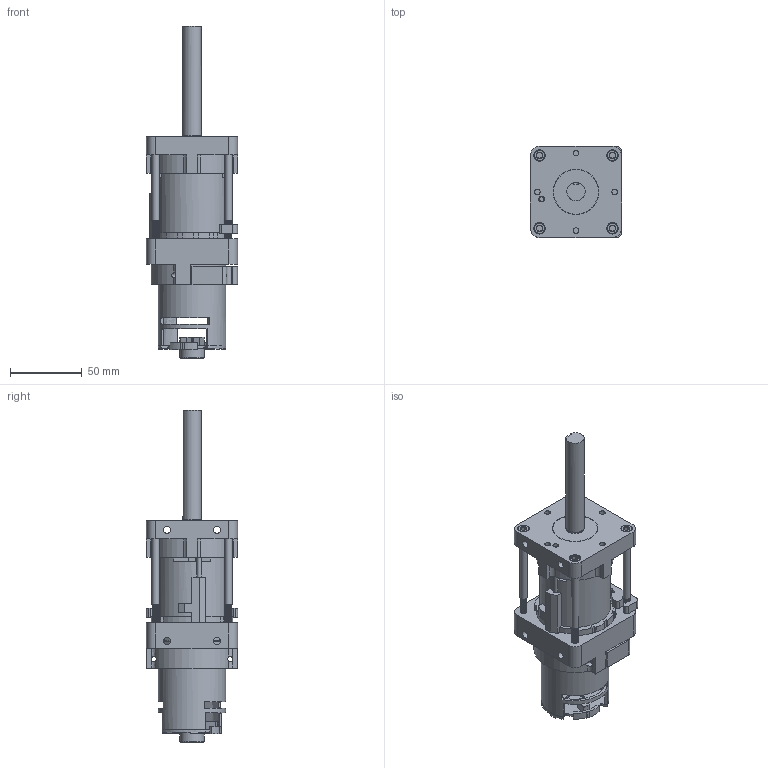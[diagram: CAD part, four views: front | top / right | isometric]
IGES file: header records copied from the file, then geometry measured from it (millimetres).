
Global section: file name: No Iges File Name specified; native system: Autodesk Inventor 2012; preprocessor: AutoDesk Inventor Iges Exporter R2012; author: chuxxor; date: 20130215.212206; units: inch
Bounding box: 63.5 x 63.5 x 231.44 mm (x, y, z)
Volume: 272218.2 mm3; surface area: 100856 mm2
Topology: 14 solids, 14 shells, 845 faces, 3136 edges, 2354 vertices
Faces by surface type: plane 427, revolution 255, cylinder 133, cone 16, bspline 8, torus 6
Full cylindrical faces by diameter (mm): 3.2 x1, 5 x2, 5.08 x4, 7.925 x4, 11.938 x1, 12.7 x2, 14.65 x1, 17 x1, 28.575 x2, 31.75 x2, 47 x1
